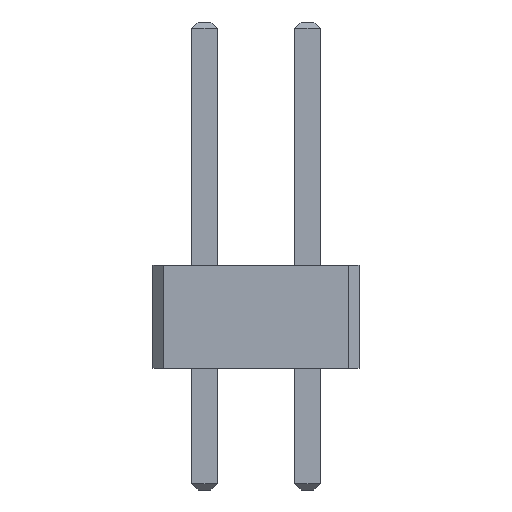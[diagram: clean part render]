
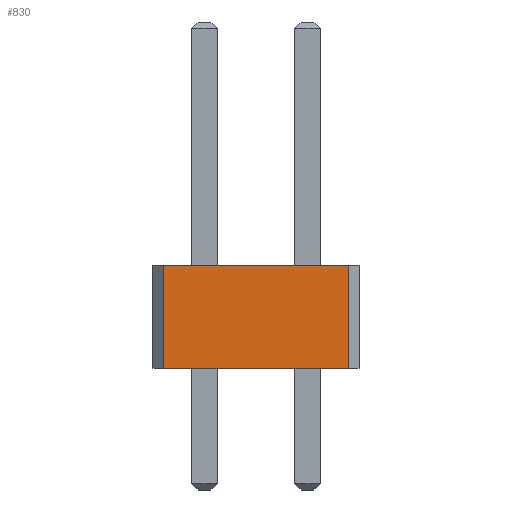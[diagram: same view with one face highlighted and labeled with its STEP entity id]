
A CAD part, front view. The second image highlights one B-rep face of the part: STEP entity #830.
In plain terms, the highlighted planar face has unit normal (0, -1, 0).
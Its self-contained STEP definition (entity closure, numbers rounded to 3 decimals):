
#13=DIRECTION('',(0.,0.,1.));
#27=VECTOR('',#13,1.);
#67=DIRECTION('',(1.,0.,0.));
#817=VERTEX_POINT('',#818);
#818=CARTESIAN_POINT('',(-1.016,-34.29,2.54));
#821=EDGE_CURVE('',#822,#817,#824,.T.);
#822=VERTEX_POINT('',#823);
#823=CARTESIAN_POINT('',(-1.016,-34.29,0.));
#824=LINE('',#823,#27);
#830=ADVANCED_FACE('',(#831),#848,.F.);
#831=FACE_BOUND('',#832,.F.);
#832=EDGE_LOOP('',(#833,#834,#840,#845));
#833=ORIENTED_EDGE('',*,*,#821,.T.);
#834=ORIENTED_EDGE('',*,*,#835,.T.);
#835=EDGE_CURVE('',#817,#836,#838,.T.);
#836=VERTEX_POINT('',#837);
#837=CARTESIAN_POINT('',(3.556,-34.29,2.54));
#838=LINE('',#818,#839);
#839=VECTOR('',#67,1.);
#840=ORIENTED_EDGE('',*,*,#841,.F.);
#841=EDGE_CURVE('',#842,#836,#844,.T.);
#842=VERTEX_POINT('',#843);
#843=CARTESIAN_POINT('',(3.556,-34.29,0.));
#844=LINE('',#843,#27);
#845=ORIENTED_EDGE('',*,*,#846,.F.);
#846=EDGE_CURVE('',#822,#842,#847,.T.);
#847=LINE('',#823,#839);
#848=PLANE('',#849);
#849=AXIS2_PLACEMENT_3D('',#823,#850,#67);
#850=DIRECTION('',(0.,1.,0.));
